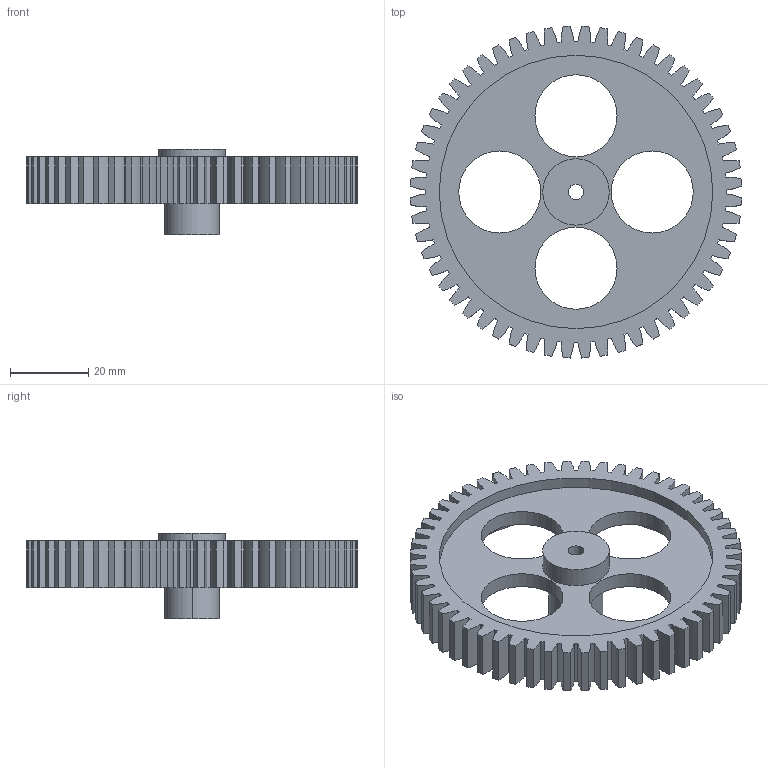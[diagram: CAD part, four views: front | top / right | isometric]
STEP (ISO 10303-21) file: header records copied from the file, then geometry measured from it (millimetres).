
FILE_DESCRIPTION (( 'STEP AP203' ), '1' );
FILE_NAME ('gear.STEP.STEP', '2025-09-15T22:00:29', ( '' ), ( '' ), 'SwSTEP 2.0', 'SolidWorks 2023', '' );
FILE_SCHEMA (( 'CONFIG_CONTROL_DESIGN' ));
Length unit declared in the file: centimetre
Products named in the file (1): gear.STEP
Bounding box: 84.95 x 84.95 x 22 mm (x, y, z)
Volume: 29792.2 mm3; surface area: 19073.1 mm2
Topology: 1 solids, 1 shells, 254 faces, 744 edges, 496 vertices
Faces by surface type: cylinder 192, plane 62
Entity records: 8727 total; most frequent: DIRECTION 1638, CARTESIAN_POINT 1495, ORIENTED_EDGE 1488, EDGE_CURVE 744, AXIS2_PLACEMENT_3D 639, VERTEX_POINT 496, CIRCLE 384, LINE 360
